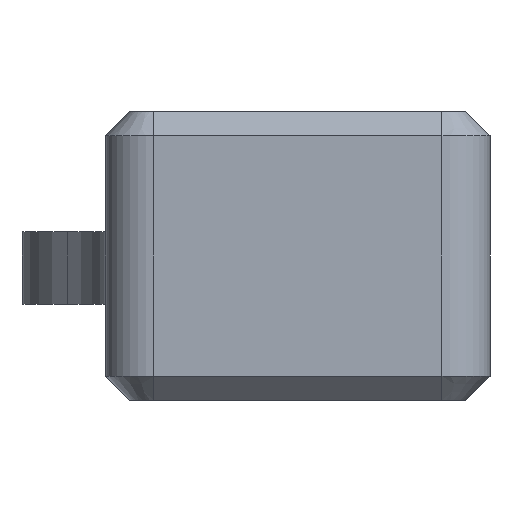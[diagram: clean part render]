
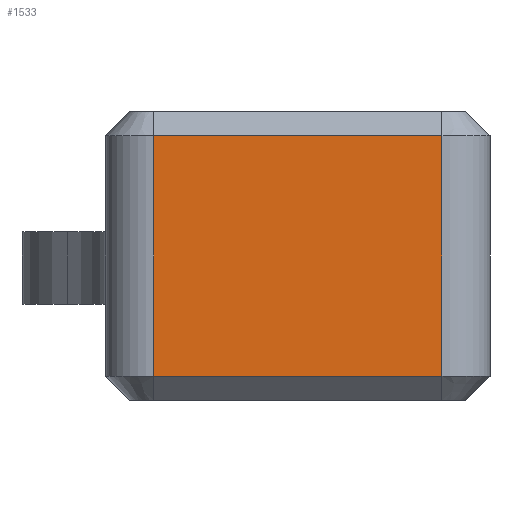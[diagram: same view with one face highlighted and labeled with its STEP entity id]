
A CAD part, left-side view. The second image highlights one B-rep face of the part: STEP entity #1533.
In plain terms, the highlighted planar face has unit normal (-1, 0, 0).
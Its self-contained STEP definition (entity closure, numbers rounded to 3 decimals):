
#62=PLANE('',#1649);
#113=FACE_OUTER_BOUND('',#205,.T.);
#205=EDGE_LOOP('',(#1089,#1090,#1091,#1092));
#378=LINE('',#2328,#534);
#386=LINE('',#2345,#542);
#387=LINE('',#2349,#543);
#388=LINE('',#2350,#544);
#534=VECTOR('',#1844,10.);
#542=VECTOR('',#1856,10.);
#543=VECTOR('',#1861,10.);
#544=VECTOR('',#1862,10.);
#677=VERTEX_POINT('',#2285);
#690=VERTEX_POINT('',#2322);
#697=VERTEX_POINT('',#2344);
#698=VERTEX_POINT('',#2348);
#838=EDGE_CURVE('',#677,#690,#378,.T.);
#846=EDGE_CURVE('',#690,#697,#386,.T.);
#848=EDGE_CURVE('',#698,#677,#387,.T.);
#849=EDGE_CURVE('',#697,#698,#388,.T.);
#1089=ORIENTED_EDGE('',*,*,#838,.F.);
#1090=ORIENTED_EDGE('',*,*,#848,.F.);
#1091=ORIENTED_EDGE('',*,*,#849,.F.);
#1092=ORIENTED_EDGE('',*,*,#846,.F.);
#1533=ADVANCED_FACE('',(#113),#62,.T.);
#1649=AXIS2_PLACEMENT_3D('',#2347,#1859,#1860);
#1844=DIRECTION('',(0.,1.,0.));
#1856=DIRECTION('',(0.,0.,1.));
#1859=DIRECTION('center_axis',(-1.,0.,0.));
#1860=DIRECTION('ref_axis',(0.,-1.,0.));
#1861=DIRECTION('',(0.,0.,-1.));
#1862=DIRECTION('',(0.,-1.,0.));
#2285=CARTESIAN_POINT('',(-24.875,-1.85,-1.5));
#2322=CARTESIAN_POINT('',(-24.875,4.15,-1.5));
#2328=CARTESIAN_POINT('',(-24.875,3.15,-1.5));
#2344=CARTESIAN_POINT('',(-24.875,4.15,3.5));
#2345=CARTESIAN_POINT('',(-24.875,4.15,0.));
#2347=CARTESIAN_POINT('Origin',(-24.875,5.15,0.));
#2348=CARTESIAN_POINT('',(-24.875,-1.85,3.5));
#2349=CARTESIAN_POINT('',(-24.875,-1.85,0.));
#2350=CARTESIAN_POINT('',(-24.875,3.15,3.5));
